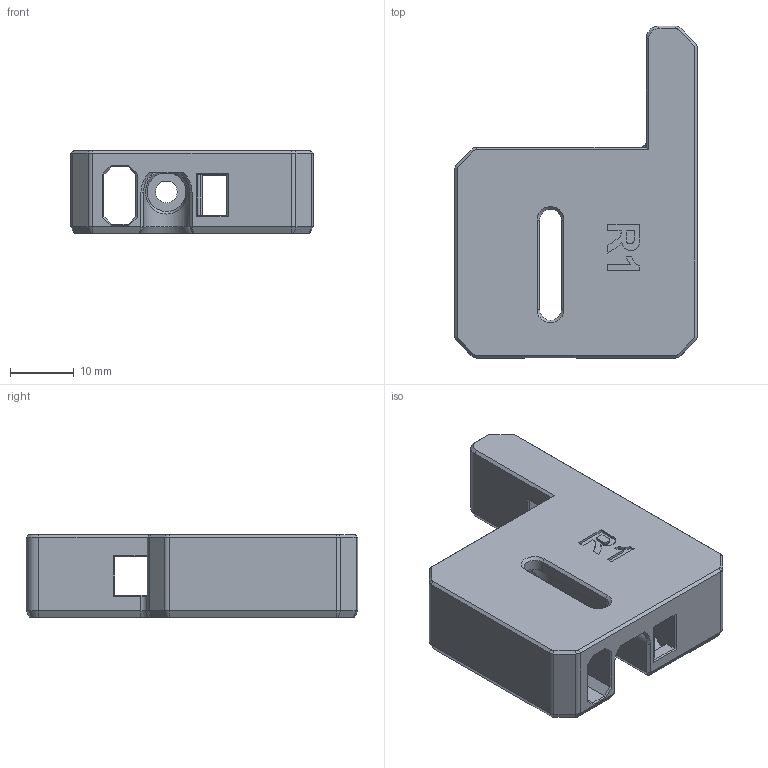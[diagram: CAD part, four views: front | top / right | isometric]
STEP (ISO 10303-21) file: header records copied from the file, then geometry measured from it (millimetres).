
FILE_DESCRIPTION(/* description */ (''),/* implementation_level */ '2;1');
FILE_NAME(/* name */ 'y_belt_tensioner_front_r1.step',/* time_stamp */ '2025-11-12T17:54:16-05:00',/* author */ (''),/* organization */ (''),/* preprocessor_version */ 'ST-DEVELOPER v20.1',/* originating_system */ 'Autodesk Translation Framework v14.21.0.0',/* authorisation */ '');
FILE_SCHEMA (('AUTOMOTIVE_DESIGN { 1 0 10303 214 3 1 1 }'));
Length unit declared in the file: millimetre
Products named in the file (1): y_belt_tensioner_front
Bounding box: 38 x 52 x 13 mm (x, y, z)
Volume: 13315.2 mm3; surface area: 7038.8 mm2
Topology: 1 solids, 1 shells, 309 faces, 828 edges, 523 vertices
Faces by surface type: plane 162, cylinder 100, cone 27, bspline 20
Entity records: 10260 total; most frequent: CARTESIAN_POINT 2451, ORIENTED_EDGE 1656, DIRECTION 1600, EDGE_CURVE 828, LINE 542, VECTOR 542, AXIS2_PLACEMENT_3D 529, VERTEX_POINT 523
